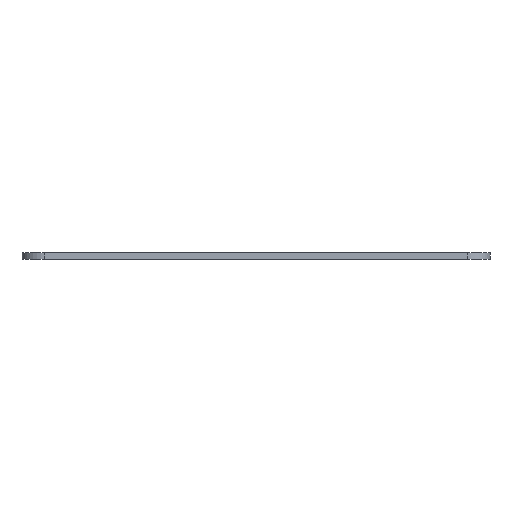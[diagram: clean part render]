
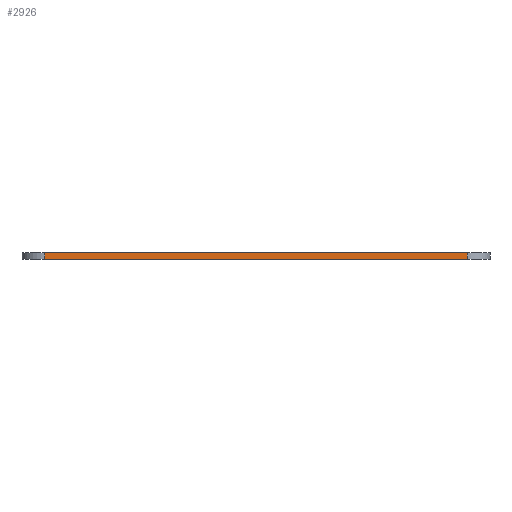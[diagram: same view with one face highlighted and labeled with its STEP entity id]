
A CAD part, front view. The second image highlights one B-rep face of the part: STEP entity #2926.
In plain terms, the highlighted planar face has unit normal (0, -1, 0).
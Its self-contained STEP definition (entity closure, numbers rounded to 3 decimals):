
#59=PLANE('',#3092);
#138=FACE_OUTER_BOUND('',#288,.T.);
#288=EDGE_LOOP('',(#1969,#1970,#1971,#1972));
#481=LINE('',#4279,#781);
#483=LINE('',#4285,#783);
#484=LINE('',#4287,#784);
#485=LINE('',#4288,#785);
#781=VECTOR('',#3389,10.);
#783=VECTOR('',#3395,10.);
#784=VECTOR('',#3396,10.);
#785=VECTOR('',#3397,10.);
#1226=VERTEX_POINT('',#4276);
#1227=VERTEX_POINT('',#4278);
#1229=VERTEX_POINT('',#4284);
#1230=VERTEX_POINT('',#4286);
#1522=EDGE_CURVE('',#1226,#1227,#481,.T.);
#1525=EDGE_CURVE('',#1229,#1226,#483,.T.);
#1526=EDGE_CURVE('',#1230,#1229,#484,.T.);
#1527=EDGE_CURVE('',#1227,#1230,#485,.T.);
#1969=ORIENTED_EDGE('',*,*,#1522,.F.);
#1970=ORIENTED_EDGE('',*,*,#1525,.F.);
#1971=ORIENTED_EDGE('',*,*,#1526,.F.);
#1972=ORIENTED_EDGE('',*,*,#1527,.F.);
#2926=ADVANCED_FACE('',(#138),#59,.T.);
#3092=AXIS2_PLACEMENT_3D('',#4283,#3393,#3394);
#3389=DIRECTION('',(0.,0.,-1.));
#3393=DIRECTION('center_axis',(0.,-1.,0.));
#3394=DIRECTION('ref_axis',(1.,0.,0.));
#3395=DIRECTION('',(1.,0.,0.));
#3396=DIRECTION('',(0.,0.,1.));
#3397=DIRECTION('',(-1.,0.,0.));
#4276=CARTESIAN_POINT('',(85.823,-85.735,1.5));
#4278=CARTESIAN_POINT('',(85.823,-85.735,0.));
#4279=CARTESIAN_POINT('',(85.823,-85.735,0.));
#4283=CARTESIAN_POINT('Origin',(-12.425,-85.735,0.));
#4284=CARTESIAN_POINT('',(-7.425,-85.735,1.5));
#4285=CARTESIAN_POINT('',(90.823,-85.735,1.5));
#4286=CARTESIAN_POINT('',(-7.425,-85.735,0.));
#4287=CARTESIAN_POINT('',(-7.425,-85.735,0.));
#4288=CARTESIAN_POINT('',(90.823,-85.735,0.));
